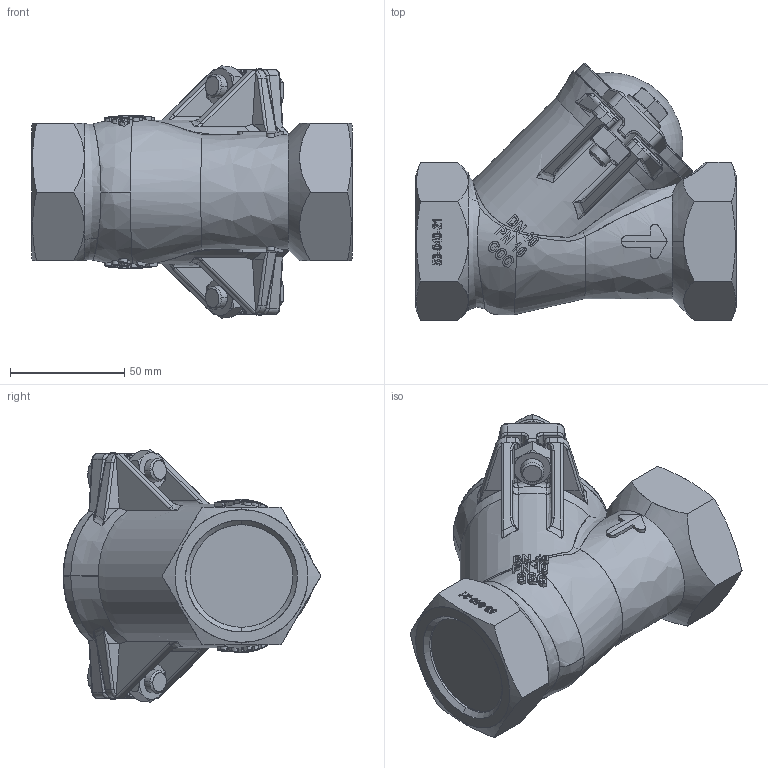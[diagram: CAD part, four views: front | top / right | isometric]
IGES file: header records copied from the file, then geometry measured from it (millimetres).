
Start section: SolidWorks IGES file using analytic representation for surfaces
Global section: file name: Outline drawing 53040309007.IGS; native system: SolidWorks 2012; preprocessor: SolidWorks 2012; author: Sky; date: 121204.112441; units: millimetre
Bounding box: 140 x 112.57 x 110.27 mm (x, y, z)
Surface area: 56913.9 mm2 (no closed solid volume)
Topology: 0 solids, 0 shells, 986 faces, 14540 edges, 14516 vertices
Faces by surface type: bspline 781, revolution 205
